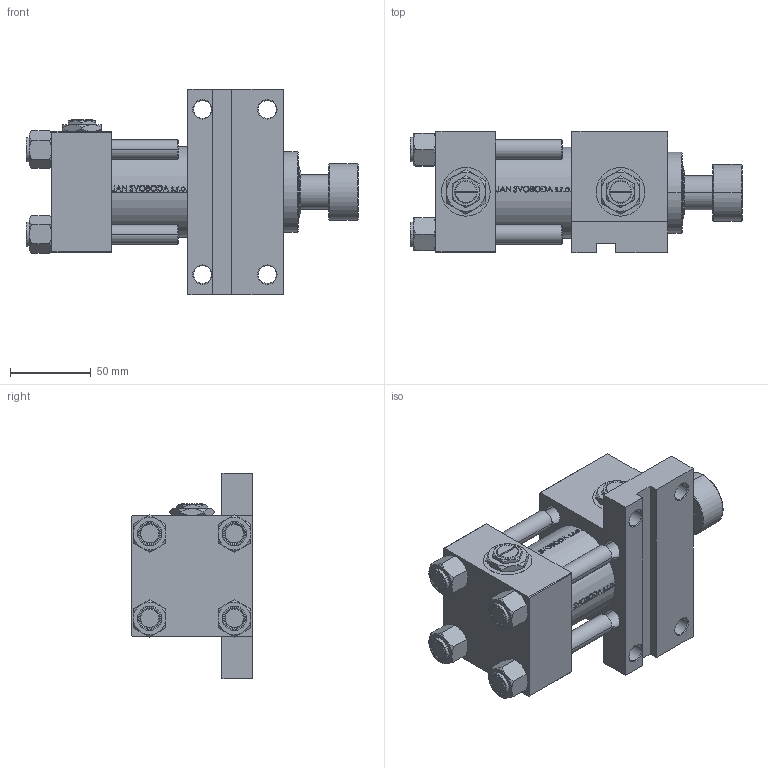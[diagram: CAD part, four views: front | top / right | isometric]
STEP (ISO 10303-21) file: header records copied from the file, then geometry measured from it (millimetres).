
FILE_DESCRIPTION (( 'STEP AP203' ), '1' );
FILE_NAME ('0743.STEP', '2023-10-18T14:50:03', ( '' ), ( '' ), 'SwSTEP 2.0', 'SolidWorks 2019', '' );
FILE_SCHEMA (( 'CONFIG_CONTROL_DESIGN' ));
Length unit declared in the file: millimetre
Products named in the file (8): 0743; V215_VC_A 1a5f51675af5158e2fbf7824c72c7279; V215CR_VCP_F 1a5f51675af5158e2fbf7824c72c7279; NUT_M5_F 1a5f51675af5158e2fbf7824c72c7279; V215CR_ROD_END_F 1a5f51675af5158e2fbf7824c72c7279; Zatka_pro_OIL_PORT 1a5f51675af5158e2fbf7824c72c7279; V215CR_F_TYCINKA 1a5f51675af5158e2fbf7824c72c7279; V215CR_F_Body 1a5f51675af5158e2fbf7824c72c7279
Assembly tree (14 placements, depth 2):
  0743
    V215CR_F_Body 1a5f51675af5158e2fbf7824c72c7279
    V215CR_VCP_F 1a5f51675af5158e2fbf7824c72c7279
    V215CR_F_TYCINKA 1a5f51675af5158e2fbf7824c72c7279  x4
    NUT_M5_F 1a5f51675af5158e2fbf7824c72c7279  x4
    V215_VC_A 1a5f51675af5158e2fbf7824c72c7279
    V215CR_ROD_END_F 1a5f51675af5158e2fbf7824c72c7279
    Zatka_pro_OIL_PORT 1a5f51675af5158e2fbf7824c72c7279  x2
Bounding box: 205 x 75 x 127 mm (x, y, z)
Volume: 696711.6 mm3; surface area: 163229.3 mm2
Topology: 14 solids, 14 shells, 1216 faces, 2990 edges, 1921 vertices
Faces by surface type: plane 488, bspline 380, cone 196, cylinder 140, torus 12
Entity records: 50150 total; most frequent: CARTESIAN_POINT 26612, ORIENTED_EDGE 5280, DIRECTION 3437, EDGE_CURVE 2640, VERTEX_POINT 1719, LINE 1335, VECTOR 1335, EDGE_LOOP 1199
